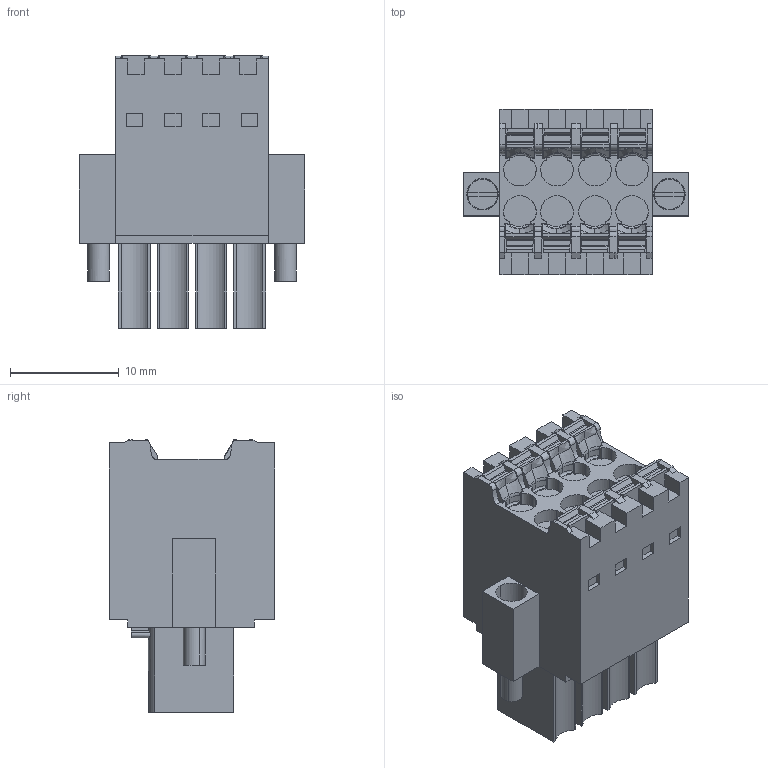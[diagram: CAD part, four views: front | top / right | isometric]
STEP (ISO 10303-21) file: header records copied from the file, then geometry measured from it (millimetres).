
FILE_DESCRIPTION(('CATIA V5 STEP','CAx-IF Rec.Pracs.--- Model Styling and Organization---1.4--- 2014-01-23'),'2;1');
FILE_NAME ('D1450472_1', '2023-08-22T06:46:42+00:00', ('none'), ('Weidmueller'), 'CATIA Version 5-6 Release 2016 SP3 HF44', 'CATIA V5 STEP AP214', 'none');
FILE_SCHEMA(('AUTOMOTIVE_DESIGN { 1 0 10303 214 1 1 1 1 }'));
Length unit declared in the file: millimetre
Products named in the file (1): 1277880000
Bounding box: 20.75 x 15.2 x 25.05 mm (x, y, z)
Volume: 4094.9 mm3; surface area: 3229.6 mm2
Topology: 11 solids, 11 shells, 619 faces, 1768 edges, 1195 vertices
Faces by surface type: plane 406, cylinder 91, torus 47, extrusion 43, cone 16, bspline 16
Entity records: 21453 total; most frequent: CARTESIAN_POINT 6516, ORIENTED_EDGE 3536, DIRECTION 2300, EDGE_CURVE 1768, VECTOR 1273, LINE 1230, VERTEX_POINT 1195, EDGE_LOOP 647
